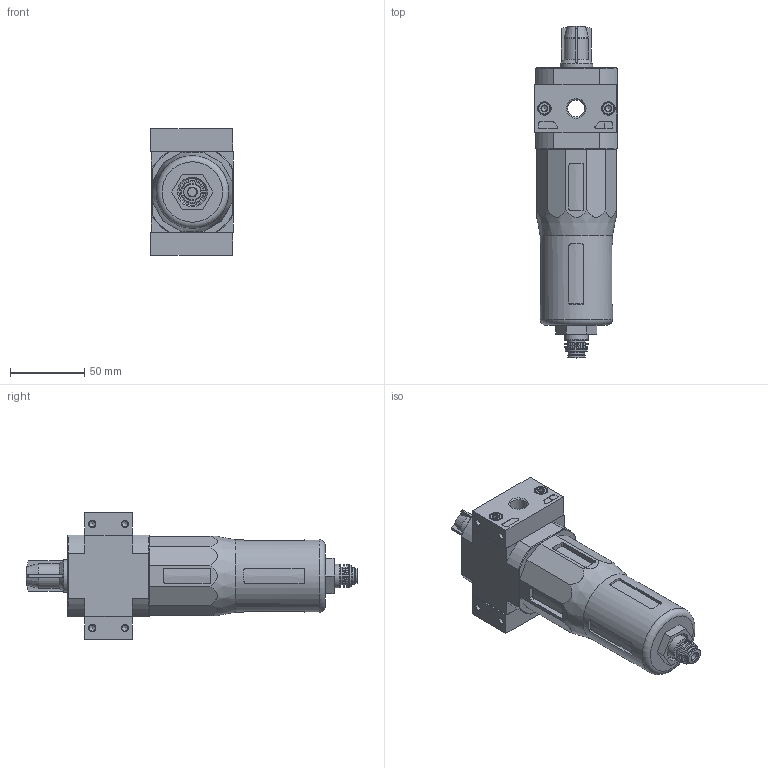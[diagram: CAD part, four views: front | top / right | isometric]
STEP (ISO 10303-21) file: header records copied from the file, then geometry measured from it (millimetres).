
FILE_DESCRIPTION(/* description */ ('STEP AP214'),/* implementation_level */ '2;1');
FILE_NAME(/* name */ '532856_LFMA-1_4-D-MIDI-DA-A',/* time_stamp */ '2024-09-03T14:45:17+02:00',/* author */ ('License CC BY-ND 4.0'),/* organization */ ('CADENAS'),/* preprocessor_version */ 'ST-DEVELOPER v19.3',/* originating_system */ 'PARTsolutions',/* authorisation */ ' ');
FILE_SCHEMA (('AUTOMOTIVE_DESIGN {1 0 10303 214 3 1 1}'));
Length unit declared in the file: millimetre
Products named in the file (7): 532856 LFMA-1/4-D-MIDI-DA-A; 670978 LFMA-D-MIDI-DA-A; 680242 PBL-1/4-D-MIDI-R---(0) p1; DIN-912 - M5x18(F); 369989 LF-D-MIDI; 680241 PBL-1/4-D-MIDI-L---(1) p1; 526489 MS4-LFR-V
Assembly tree (10 placements, depth 2):
  532856 LFMA-1/4-D-MIDI-DA-A
    670978 LFMA-D-MIDI-DA-A
    680242 PBL-1/4-D-MIDI-R---(0) p1
    DIN-912 - M5x18(F)  x4
    369989 LF-D-MIDI  x2
    680241 PBL-1/4-D-MIDI-L---(1) p1
    526489 MS4-LFR-V
Bounding box: 55.5 x 223.22 x 85 mm (x, y, z)
Volume: 441633.9 mm3; surface area: 67453.4 mm2
Topology: 10 solids, 10 shells, 477 faces, 1096 edges, 683 vertices
Faces by surface type: plane 228, cylinder 115, cone 105, torus 28, sphere 1
Full cylindrical faces by diameter (mm): 4.134 x8, 5 x4, 6 x1, 7.3 x4, 7.5 x2, 8.5 x4, 11 x1, 11.4 x1, 11.445 x2, 11.6 x1, 11.8 x1, 15.8 x1, 16 x1, 16.4 x1, 18 x1, 22 x1, 22.2 x1, 24.9 x1, 26.4 x1, 29.7 x1, 30.8 x1, 48.7 x1, 52 x1
Entity records: 12491 total; most frequent: CARTESIAN_POINT 2323, DIRECTION 1723, ORIENTED_EDGE 1600, EDGE_CURVE 800, AXIS2_PLACEMENT_3D 678, VERTEX_POINT 570, FACE_BOUND 532, EDGE_LOOP 525
